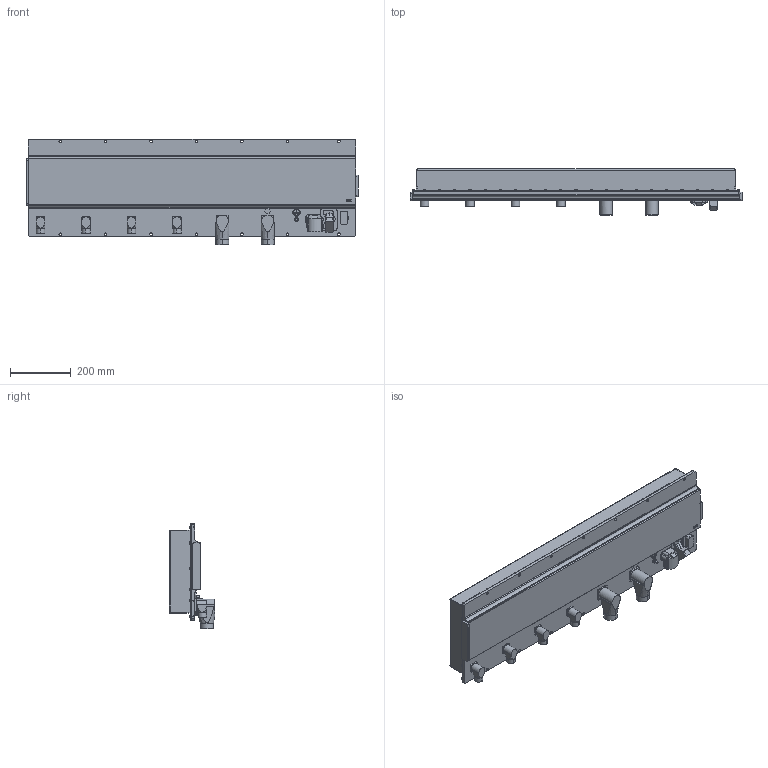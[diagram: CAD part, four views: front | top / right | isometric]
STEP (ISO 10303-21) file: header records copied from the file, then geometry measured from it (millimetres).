
FILE_DESCRIPTION (( 'STEP AP214' ), '1' );
FILE_NAME ('00T6A0F-0015.STEP', '2022-10-20T13:08:46', ( '' ), ( '' ), 'SwSTEP 2.0', 'SolidWorks 2022', '' );
FILE_SCHEMA (( 'AUTOMOTIVE_DESIGN' ));
Length unit declared in the file: millimetre
Products named in the file (13): 10044171_000; 10043652_000; Kundenmodell^10043659_000; 00T6A0F-0015; 10043659_000; 10043672_000; Kundenmodell^10043672_000; 10054775_000_Standard<Wie bearbeitet>; Kundenmodell^10044498_000; Kundenmodell^10043652_000; 10014325_000; 10007449_000_M 4 x 8; 10044498_000
Assembly tree (69 placements, depth 3):
  00T6A0F-0015
    10044498_000
      Kundenmodell^10044498_000
    10043652_000
      Kundenmodell^10043652_000
    10043659_000  x2
      Kundenmodell^10043659_000
    10044171_000
      10054775_000_Standard<Wie bearbeitet>
      10007449_000_M 4 x 8  x54
    10043672_000  x4
      Kundenmodell^10043672_000
    10014325_000
Bounding box: 1096 x 151.5 x 348 mm (x, y, z)
Volume: 9654740.2 mm3; surface area: 1956791.7 mm2
Topology: 70 solids, 75 shells, 2431 faces, 5441 edges, 3284 vertices
Faces by surface type: plane 1237, cylinder 583, cone 291, torus 244, bspline 76
Entity records: 32502 total; most frequent: CARTESIAN_POINT 10099, ORIENTED_EDGE 4550, DIRECTION 4410, EDGE_CURVE 2275, AXIS2_PLACEMENT_3D 1589, VERTEX_POINT 1475, VECTOR 1232, LINE 1232
